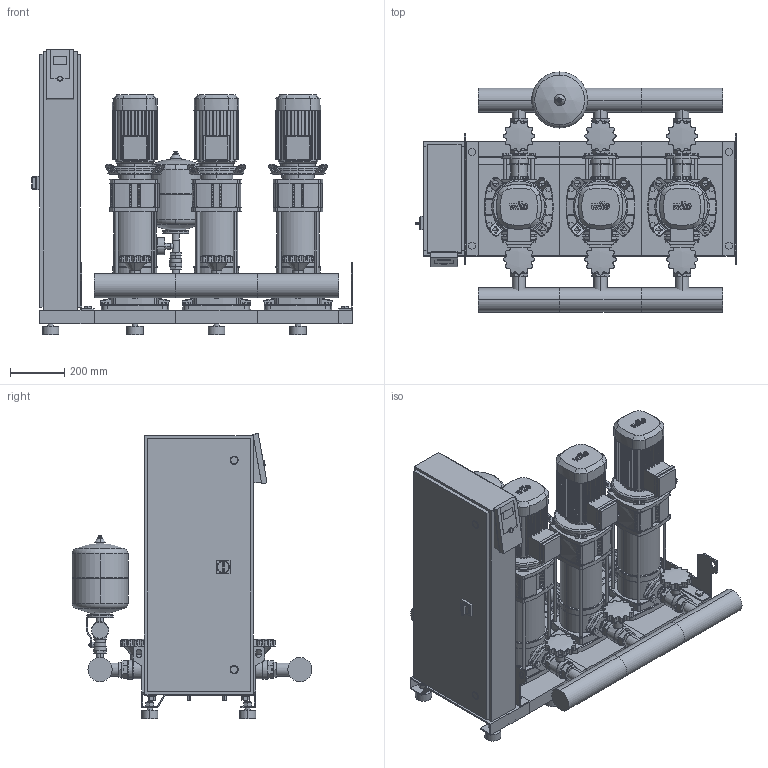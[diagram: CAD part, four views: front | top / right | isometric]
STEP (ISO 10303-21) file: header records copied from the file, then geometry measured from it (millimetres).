
FILE_DESCRIPTION((''),'2;1');
FILE_NAME('3d_SiBoostSmart3HELIXV1603-2536162.stp','2016-01-25T10:33:04',(''),(''),'Mechanical Desktop 2009','Mechanical Desktop 2009',', , ');
FILE_SCHEMA(('CONFIG_CONTROL_DESIGN'));
Length unit declared in the file: millimetre
Products named in the file (1): Product
Bounding box: 1180 x 882.45 x 1048.4 mm (x, y, z)
Volume: 140247517.2 mm3; surface area: 10220285.3 mm2
Topology: 168 solids, 168 shells, 4630 faces, 11692 edges, 7624 vertices
Faces by surface type: plane 1638, cylinder 1342, bspline 1294, cone 234, torus 98, sphere 24
Entity records: 150480 total; most frequent: CARTESIAN_POINT 40226, ORIENTED_EDGE 23352, DIRECTION 21806, EDGE_CURVE 11676, VERTEX_POINT 7620, AXIS2_PLACEMENT_3D 7456, VECTOR 6894, LINE 6894
